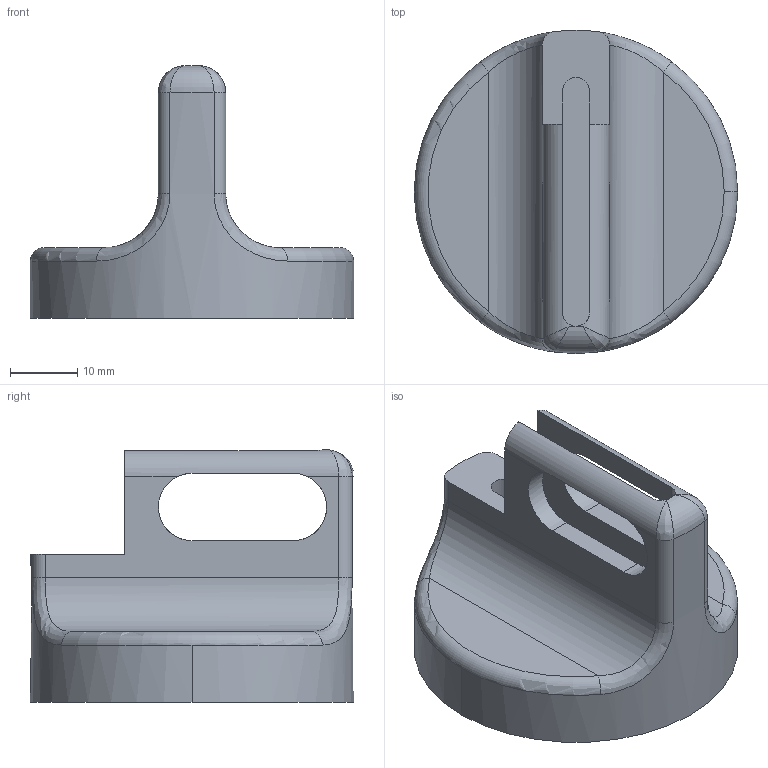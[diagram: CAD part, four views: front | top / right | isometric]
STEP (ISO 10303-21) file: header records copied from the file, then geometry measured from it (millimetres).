
FILE_DESCRIPTION (( 'STEP AP203' ), '1' );
FILE_NAME ('inter_sectionneur_vario_3_Défaut_sldprt.STEP', '2019-10-30T08:16:58', ( '' ), ( '' ), 'SwSTEP 2.0', 'SolidWorks 2017', '' );
FILE_SCHEMA (( 'CONFIG_CONTROL_DESIGN' ));
Length unit declared in the file: millimetre
Products named in the file (1): inter_sectionneur_vario_3_Défaut_sldprt
Bounding box: 48 x 48 x 37.5 mm (x, y, z)
Volume: 26736.2 mm3; surface area: 8021.8 mm2
Topology: 1 solids, 1 shells, 44 faces, 123 edges, 75 vertices
Faces by surface type: cylinder 17, plane 17, bspline 6, torus 4
Entity records: 2171 total; most frequent: CARTESIAN_POINT 1003, ORIENTED_EDGE 242, DIRECTION 220, EDGE_CURVE 121, AXIS2_PLACEMENT_3D 82, VERTEX_POINT 75, VECTOR 56, LINE 56
